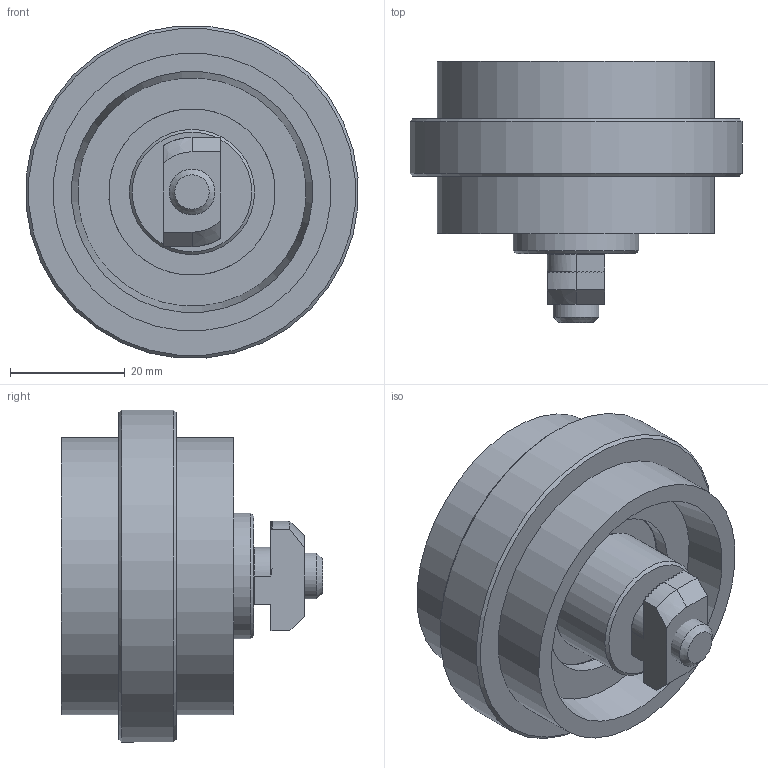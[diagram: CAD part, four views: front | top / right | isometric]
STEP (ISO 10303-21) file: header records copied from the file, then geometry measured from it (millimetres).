
FILE_DESCRIPTION(/* description */ ('KriTec Rolle 10 PA Ø 58'),/* implementation_level */ '2;1');
FILE_NAME(/* name */ '81603_KriTec_Rolle_10_PA_Ø_58.stp',/* time_stamp */ '2020-11-12T08:28:08+01:00',/* author */ ('Nell'),/* organization */ (''),/* preprocessor_version */ 'ST-DEVELOPER v17',/* originating_system */ 'Autodesk Inventor 2018',/* authorisation */ '');
FILE_SCHEMA (('AUTOMOTIVE_DESIGN { 1 0 10303 214 3 1 1 }'));
Length unit declared in the file: millimetre
Products named in the file (10): 81603; 81603_9; 81603_5; 81603_8; 81603_6; 81603_7; 81603_1; 81603_2; 81603_4; 81603_3
Assembly tree (13 placements, depth 3):
  81603
    81603_9
    81603_5
    81603_8
    81603_6
    81603_7
    81603_1
      81603_2
      81603_3  x4
      81603_4  x2
Bounding box: 57.79 x 45.5 x 57.79 mm (x, y, z)
Volume: 44150.7 mm3; surface area: 21573.4 mm2
Topology: 12 solids, 12 shells, 189 faces, 528 edges, 363 vertices
Faces by surface type: plane 128, cone 28, cylinder 25, torus 4, sphere 4
Full cylindrical faces by diameter (mm): 6.8 x1, 8 x1, 8.1 x1, 8.7 x1, 13 x1, 15 x2, 20 x4, 20.5 x1, 21.8 x1, 29 x1, 30 x2, 34.8 x1, 35 x1, 48.4 x2, 58 x1
Entity records: 6325 total; most frequent: DIRECTION 1135, CARTESIAN_POINT 1054, ORIENTED_EDGE 1002, EDGE_CURVE 501, AXIS2_PLACEMENT_3D 432, VERTEX_POINT 345, LINE 271, VECTOR 271
